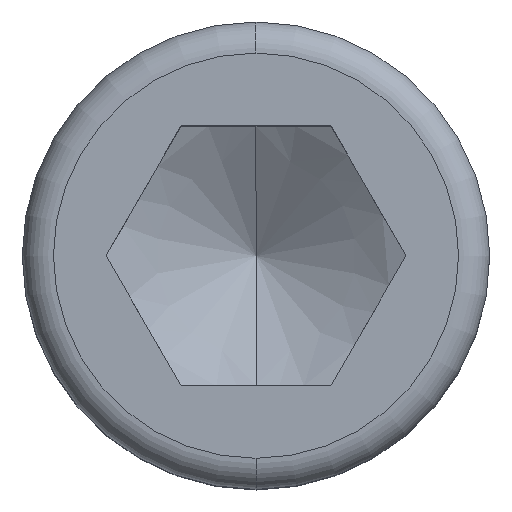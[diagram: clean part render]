
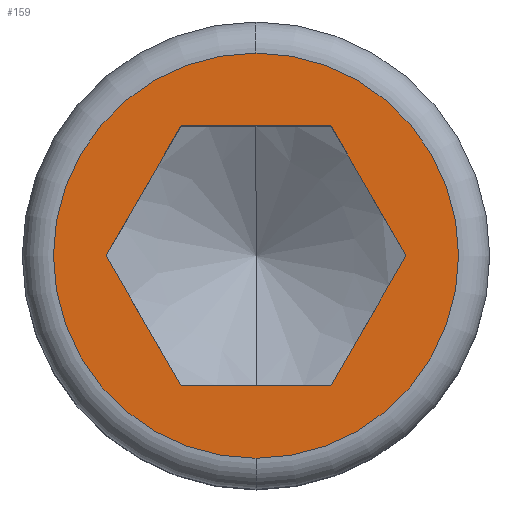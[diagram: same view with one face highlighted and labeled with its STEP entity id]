
A CAD part, top view. The second image highlights one B-rep face of the part: STEP entity #159.
In plain terms, the highlighted planar face has unit normal (0, 0, 1).
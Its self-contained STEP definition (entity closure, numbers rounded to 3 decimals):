
#145=VERTEX_POINT('',#373);
#159=ADVANCED_FACE('',(#389,#390),#391,.T.);
#185=VERTEX_POINT('',#419);
#199=EDGE_CURVE('',#323,#309,#436,.T.);
#219=EDGE_CURVE('',#283,#185,#460,.T.);
#225=EDGE_CURVE('',#271,#251,#466,.T.);
#247=EDGE_CURVE('',#251,#283,#489,.T.);
#251=VERTEX_POINT('',#493);
#257=EDGE_CURVE('',#317,#271,#499,.T.);
#265=EDGE_CURVE('',#185,#145,#509,.T.);
#271=VERTEX_POINT('',#515);
#283=VERTEX_POINT('',#528);
#303=EDGE_CURVE('',#309,#323,#550,.T.);
#305=EDGE_CURVE('',#145,#317,#552,.T.);
#309=VERTEX_POINT('',#556);
#317=VERTEX_POINT('',#564);
#323=VERTEX_POINT('',#571);
#373=CARTESIAN_POINT('',(2.888,-5.001,12.0));
#389=FACE_BOUND('',#635,.T.);
#390=FACE_OUTER_BOUND('',#636,.T.);
#391=PLANE('',#637);
#419=CARTESIAN_POINT('',(5.775,0.,12.0));
#436=CIRCLE('',#704,7.8);
#460=LINE('',#732,#733);
#466=LINE('',#750,#751);
#489=LINE('',#795,#796);
#493=CARTESIAN_POINT('',(-2.887,5.001,12.0));
#499=LINE('',#810,#811);
#509=LINE('',#832,#833);
#515=CARTESIAN_POINT('',(-5.775,0.,12.0));
#528=CARTESIAN_POINT('',(2.887,5.001,12.0));
#550=CIRCLE('',#905,7.8);
#552=LINE('',#908,#909);
#556=CARTESIAN_POINT('',(0.,7.8,12.));
#564=CARTESIAN_POINT('',(-2.887,-5.001,12.0));
#571=CARTESIAN_POINT('',(0.,-7.8,12.));
#635=EDGE_LOOP('',(#1016,#1017,#1018,#1019,#1020,#1021));
#636=EDGE_LOOP('',(#1022,#1023));
#637=AXIS2_PLACEMENT_3D('',#1024,#1025,#1026);
#704=AXIS2_PLACEMENT_3D('',#1087,#1088,#1089);
#732=CARTESIAN_POINT('',(5.053,1.25,12.0));
#733=VECTOR('',#1130,1.0);
#750=CARTESIAN_POINT('',(-3.609,3.751,12.0));
#751=VECTOR('',#1131,1.0);
#795=CARTESIAN_POINT('',(1.444,5.001,12.0));
#796=VECTOR('',#1150,1.0);
#810=CARTESIAN_POINT('',(-5.053,-1.25,12.0));
#811=VECTOR('',#1155,1.0);
#832=CARTESIAN_POINT('',(3.609,-3.751,12.0));
#833=VECTOR('',#1170,1.0);
#905=AXIS2_PLACEMENT_3D('',#1205,#1206,#1207);
#908=CARTESIAN_POINT('',(-1.444,-5.001,12.0));
#909=VECTOR('',#1208,1.0);
#1016=ORIENTED_EDGE('',*,*,#257,.T.);
#1017=ORIENTED_EDGE('',*,*,#225,.T.);
#1018=ORIENTED_EDGE('',*,*,#247,.T.);
#1019=ORIENTED_EDGE('',*,*,#219,.T.);
#1020=ORIENTED_EDGE('',*,*,#265,.T.);
#1021=ORIENTED_EDGE('',*,*,#305,.T.);
#1022=ORIENTED_EDGE('',*,*,#199,.T.);
#1023=ORIENTED_EDGE('',*,*,#303,.T.);
#1024=CARTESIAN_POINT('',(0.,-7.387,12.));
#1025=DIRECTION('',(0.0,0.0,1.0));
#1026=DIRECTION('',(0.,-1.0,0.0));
#1087=CARTESIAN_POINT('',(0.,0.,12.));
#1088=DIRECTION('',(0.0,0.0,1.0));
#1089=DIRECTION('',(-1.0,0.0,0.0));
#1130=DIRECTION('',(0.5,-0.866,0.0));
#1131=DIRECTION('',(0.5,0.866,0.0));
#1150=DIRECTION('',(1.0,0.0,0.0));
#1155=DIRECTION('',(-0.5,0.866,0.0));
#1170=DIRECTION('',(-0.5,-0.866,0.0));
#1205=CARTESIAN_POINT('',(0.,0.,12.));
#1206=DIRECTION('',(0.0,0.0,1.0));
#1207=DIRECTION('',(-1.0,0.0,0.0));
#1208=DIRECTION('',(-1.0,0.0,0.0));
